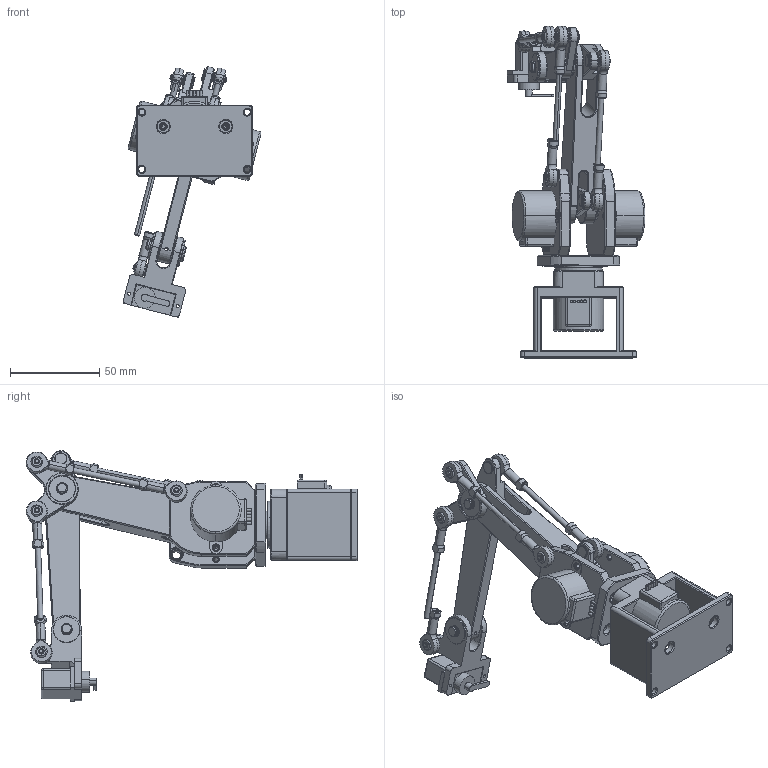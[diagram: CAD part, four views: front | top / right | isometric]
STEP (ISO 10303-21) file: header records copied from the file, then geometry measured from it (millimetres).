
FILE_DESCRIPTION (( 'STEP AP203' ), '1' );
FILE_NAME ('119902-02-000.STEP', '2022-09-15T02:09:15', ( '' ), ( '' ), 'SwSTEP 2.0', 'SolidWorks 2017', '' );
FILE_SCHEMA (( 'CONFIG_CONTROL_DESIGN' ));
Length unit declared in the file: millimetre
Products named in the file (20): 119902-02-003; 苤萇儂TS90A; 119902-02-013; 119902-02-001; 裝傷壽誹粣創PHS3; 119902-02-012; F61901  12x24x6_Rolling bearings FF618-8  GB 7218-1995; 119902-02-006; GB-T276-94 61800 (10x19x5)_Rolling bearings 61800 GB 276-94; 119902-02-008; 119902-02-011; 萇儂28BYJ-48; 119902-02-007; 119902-02-010; F628-6-Z粣創; 119902-02-005; 119902-02-002; 119902-02-000; 119902-02-009; 119902-02-004
Assembly tree (41 placements, depth 2):
  119902-02-000
    119902-02-001  x2
    F61901  12x24x6_Rolling bearings FF618-8  GB 7218-1995  x2
    GB-T276-94 61800 (10x19x5)_Rolling bearings 61800 GB 276-94  x3
    萇儂28BYJ-48  x3
    119902-02-002
    119902-02-003
    119902-02-004
    119902-02-005
    119902-02-006
    119902-02-007  x6
    F628-6-Z粣創  x5
    119902-02-009
    119902-02-008
    裝傷壽誹粣創PHS3  x6
    119902-02-010  x3
    119902-02-011
    119902-02-012
    119902-02-013
    苤萇儂TS90A
Bounding box: 77.19 x 185.79 x 140.45 mm (x, y, z)
Volume: 170644 mm3; surface area: 90022.1 mm2
Topology: 41 solids, 46 shells, 2104 faces, 6343 edges, 4031 vertices
Faces by surface type: cylinder 548, plane 490, torus 430, cone 413, sphere 216, bspline 7
Entity records: 41639 total; most frequent: CARTESIAN_POINT 10496, ORIENTED_EDGE 6066, DIRECTION 6018, EDGE_CURVE 3033, AXIS2_PLACEMENT_3D 2473, VERTEX_POINT 1912, CIRCLE 1311, EDGE_LOOP 1269
